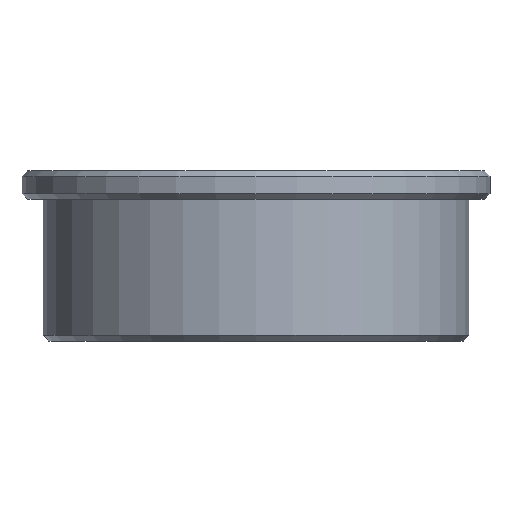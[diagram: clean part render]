
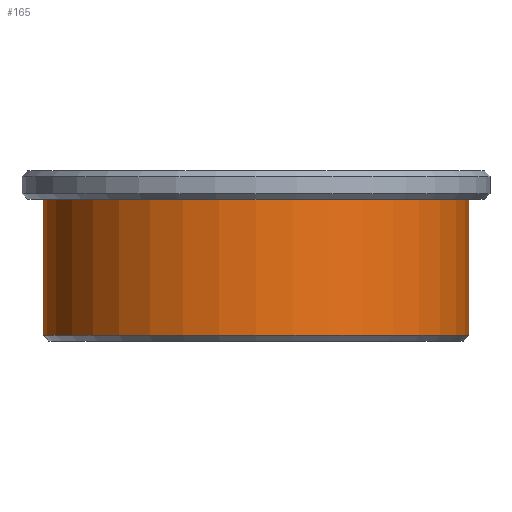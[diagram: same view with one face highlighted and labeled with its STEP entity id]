
A CAD part, front view. The second image highlights one B-rep face of the part: STEP entity #165.
In plain terms, the highlighted cylindrical face has radius 75 mm (diameter 150 mm), a full revolution.
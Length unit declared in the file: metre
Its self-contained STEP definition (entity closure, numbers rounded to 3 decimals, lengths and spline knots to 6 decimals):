
#165=ADVANCED_FACE('',(#204,#205),#206,.T.);
#204=FACE_OUTER_BOUND('',#4098,.T.);
#205=FACE_OUTER_BOUND('',#4099,.T.);
#206=CYLINDRICAL_SURFACE('',#4100,0.075);
#4098=EDGE_LOOP('',(#8027));
#4099=EDGE_LOOP('',(#8028));
#4100=AXIS2_PLACEMENT_3D('',#8029,#8030,#8031);
#8027=ORIENTED_EDGE('',*,*,#8067,.T.);
#8028=ORIENTED_EDGE('',*,*,#8066,.F.);
#8029=CARTESIAN_POINT('',(0.0,0.0,0.0));
#8030=DIRECTION('',(0.0,0.,-1.0));
#8031=DIRECTION('',(0.0,1.0,0.));
#8066=EDGE_CURVE('',#8105,#8105,#8106,.T.);
#8067=EDGE_CURVE('',#8107,#8107,#8108,.T.);
#8105=VERTEX_POINT('',#8271);
#8106=CIRCLE('',#8272,0.075);
#8107=VERTEX_POINT('',#8273);
#8108=CIRCLE('',#8274,0.075);
#8271=CARTESIAN_POINT('',(0.0,0.075,0.002));
#8272=AXIS2_PLACEMENT_3D('',#8317,#8318,#8319);
#8273=CARTESIAN_POINT('',(0.0,0.075,0.05));
#8274=AXIS2_PLACEMENT_3D('',#8320,#8321,#8322);
#8317=CARTESIAN_POINT('',(0.0,0.0,0.002));
#8318=DIRECTION('',(0.0,0.,-1.0));
#8319=DIRECTION('',(0.0,1.0,0.));
#8320=CARTESIAN_POINT('',(0.0,0.0,0.05));
#8321=DIRECTION('',(0.0,0.,-1.0));
#8322=DIRECTION('',(0.0,1.0,0.));
